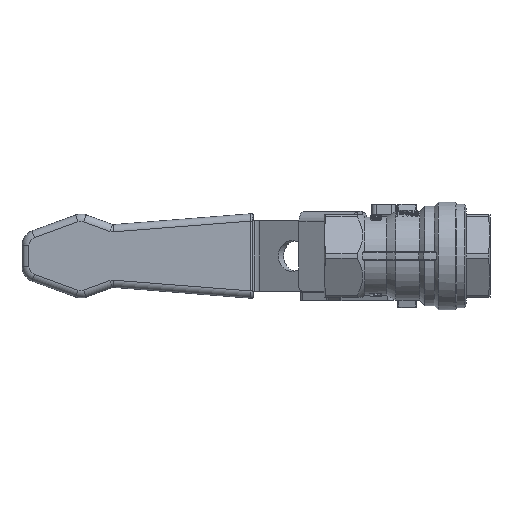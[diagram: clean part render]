
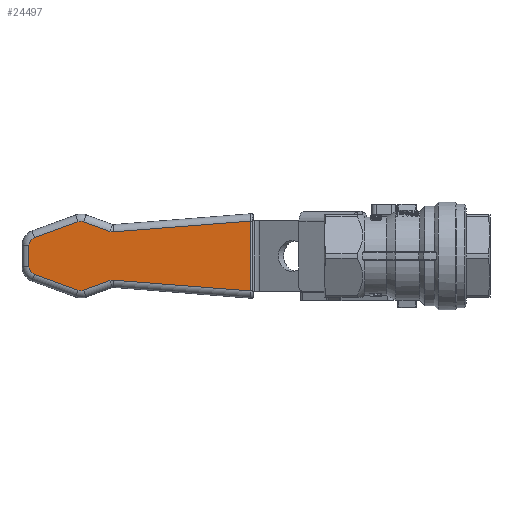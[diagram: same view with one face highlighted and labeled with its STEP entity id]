
A CAD part, front view. The second image highlights one B-rep face of the part: STEP entity #24497.
In plain terms, the highlighted planar face has unit normal (-0.035, -0.999, 0).
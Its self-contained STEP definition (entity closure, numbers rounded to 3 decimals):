
#2091=PLANE('',#26188);
#3113=FACE_OUTER_BOUND('',#4512,.T.);
#4512=EDGE_LOOP('',(#18753,#18754,#18755,#18756,#18757,#18758,#18759,#18760,
#18761,#18762,#18763,#18764,#18765,#18766));
#6032=LINE('',#42078,#7928);
#6033=LINE('',#42080,#7929);
#6034=LINE('',#42084,#7930);
#6035=LINE('',#42088,#7931);
#6036=LINE('',#42092,#7932);
#6037=LINE('',#42096,#7933);
#6038=LINE('',#42100,#7934);
#6039=LINE('',#42103,#7935);
#7928=VECTOR('',#29464,10.);
#7929=VECTOR('',#29465,10.);
#7930=VECTOR('',#29468,10.);
#7931=VECTOR('',#29471,10.);
#7932=VECTOR('',#29474,10.);
#7933=VECTOR('',#29477,10.);
#7934=VECTOR('',#29480,10.);
#7935=VECTOR('',#29483,10.);
#9417=CIRCLE('',#26189,2.);
#9418=CIRCLE('',#26190,2.);
#9419=CIRCLE('',#26191,2.);
#9420=CIRCLE('',#26192,2.);
#9421=CIRCLE('',#26193,2.);
#9422=CIRCLE('',#26194,2.);
#10610=VERTEX_POINT('',#42076);
#10611=VERTEX_POINT('',#42077);
#10612=VERTEX_POINT('',#42079);
#10613=VERTEX_POINT('',#42081);
#10614=VERTEX_POINT('',#42083);
#10615=VERTEX_POINT('',#42085);
#10616=VERTEX_POINT('',#42087);
#10617=VERTEX_POINT('',#42089);
#10618=VERTEX_POINT('',#42091);
#10619=VERTEX_POINT('',#42093);
#10620=VERTEX_POINT('',#42095);
#10621=VERTEX_POINT('',#42097);
#10622=VERTEX_POINT('',#42099);
#10623=VERTEX_POINT('',#42101);
#13522=EDGE_CURVE('',#10610,#10611,#6032,.T.);
#13523=EDGE_CURVE('',#10612,#10610,#6033,.T.);
#13524=EDGE_CURVE('',#10613,#10612,#9417,.T.);
#13525=EDGE_CURVE('',#10614,#10613,#6034,.T.);
#13526=EDGE_CURVE('',#10615,#10614,#9418,.T.);
#13527=EDGE_CURVE('',#10616,#10615,#6035,.T.);
#13528=EDGE_CURVE('',#10617,#10616,#9419,.T.);
#13529=EDGE_CURVE('',#10618,#10617,#6036,.T.);
#13530=EDGE_CURVE('',#10619,#10618,#9420,.T.);
#13531=EDGE_CURVE('',#10620,#10619,#6037,.T.);
#13532=EDGE_CURVE('',#10621,#10620,#9421,.T.);
#13533=EDGE_CURVE('',#10622,#10621,#6038,.T.);
#13534=EDGE_CURVE('',#10623,#10622,#9422,.T.);
#13535=EDGE_CURVE('',#10611,#10623,#6039,.T.);
#18753=ORIENTED_EDGE('',*,*,#13522,.F.);
#18754=ORIENTED_EDGE('',*,*,#13523,.F.);
#18755=ORIENTED_EDGE('',*,*,#13524,.F.);
#18756=ORIENTED_EDGE('',*,*,#13525,.F.);
#18757=ORIENTED_EDGE('',*,*,#13526,.F.);
#18758=ORIENTED_EDGE('',*,*,#13527,.F.);
#18759=ORIENTED_EDGE('',*,*,#13528,.F.);
#18760=ORIENTED_EDGE('',*,*,#13529,.F.);
#18761=ORIENTED_EDGE('',*,*,#13530,.F.);
#18762=ORIENTED_EDGE('',*,*,#13531,.F.);
#18763=ORIENTED_EDGE('',*,*,#13532,.F.);
#18764=ORIENTED_EDGE('',*,*,#13533,.F.);
#18765=ORIENTED_EDGE('',*,*,#13534,.F.);
#18766=ORIENTED_EDGE('',*,*,#13535,.F.);
#24497=ADVANCED_FACE('',(#3113),#2091,.F.);
#26188=AXIS2_PLACEMENT_3D('',#42075,#29462,#29463);
#26189=AXIS2_PLACEMENT_3D('',#42082,#29466,#29467);
#26190=AXIS2_PLACEMENT_3D('',#42086,#29469,#29470);
#26191=AXIS2_PLACEMENT_3D('',#42090,#29472,#29473);
#26192=AXIS2_PLACEMENT_3D('',#42094,#29475,#29476);
#26193=AXIS2_PLACEMENT_3D('',#42098,#29478,#29479);
#26194=AXIS2_PLACEMENT_3D('',#42102,#29481,#29482);
#29462=DIRECTION('center_axis',(0.035,0.999,0.));
#29463=DIRECTION('ref_axis',(0.,0.,
-1.));
#29464=DIRECTION('',(0.,0.,-1.));
#29465=DIRECTION('',(0.996,-0.035,0.078));
#29466=DIRECTION('center_axis',(-0.035,-0.999,
0.));
#29467=DIRECTION('ref_axis',(-0.135,0.005,-0.991));
#29468=DIRECTION('',(0.939,-0.033,-0.342));
#29469=DIRECTION('center_axis',(0.035,0.999,0.));
#29470=DIRECTION('ref_axis',(0.,0.,
1.));
#29471=DIRECTION('',(0.939,-0.033,0.342));
#29472=DIRECTION('center_axis',(0.035,0.999,0.));
#29473=DIRECTION('ref_axis',(-0.819,0.029,0.574));
#29474=DIRECTION('',(0.,0.,1.));
#29475=DIRECTION('center_axis',(0.035,0.999,0.));
#29476=DIRECTION('ref_axis',(-0.819,0.029,-0.574));
#29477=DIRECTION('',(-0.939,0.033,0.342));
#29478=DIRECTION('center_axis',(0.035,0.999,0.));
#29479=DIRECTION('ref_axis',(0.,0.,
-1.));
#29480=DIRECTION('',(-0.939,0.033,-0.342));
#29481=DIRECTION('center_axis',(-0.035,-0.999,
0.));
#29482=DIRECTION('ref_axis',(-0.135,0.005,0.991));
#29483=DIRECTION('',(-0.996,0.035,0.078));
#42075=CARTESIAN_POINT('Origin',(-58.733,42.305,-19.827));
#42076=CARTESIAN_POINT('',(-33.316,41.417,-11.396));
#42077=CARTESIAN_POINT('',(-33.316,41.417,-28.258));
#42078=CARTESIAN_POINT('',(-33.316,41.417,-19.827));
#42079=CARTESIAN_POINT('',(-66.418,42.573,-14.003));
#42080=CARTESIAN_POINT('',(-63.043,42.455,-13.737));
#42081=CARTESIAN_POINT('',(-67.258,42.602,-13.889));
#42082=CARTESIAN_POINT('Origin',(-66.575,42.579,-12.009));
#42083=CARTESIAN_POINT('',(-73.607,42.824,-11.576));
#42084=CARTESIAN_POINT('',(-66.057,42.561,-14.326));
#42085=CARTESIAN_POINT('',(-74.975,42.872,-11.576));
#42086=CARTESIAN_POINT('Origin',(-74.291,42.848,-13.456));
#42087=CARTESIAN_POINT('',(-85.468,43.238,-15.398));
#42088=CARTESIAN_POINT('',(-75.033,42.874,-11.598));
#42089=CARTESIAN_POINT('',(-86.783,43.284,-17.277));
#42090=CARTESIAN_POINT('Origin',(-84.785,43.215,-17.277));
#42091=CARTESIAN_POINT('',(-86.783,43.284,-22.377));
#42092=CARTESIAN_POINT('',(-86.783,43.284,-24.077));
#42093=CARTESIAN_POINT('',(-85.468,43.238,-24.257));
#42094=CARTESIAN_POINT('Origin',(-84.785,43.215,-22.377));
#42095=CARTESIAN_POINT('',(-74.975,42.872,-28.078));
#42096=CARTESIAN_POINT('',(-75.033,42.874,-28.057));
#42097=CARTESIAN_POINT('',(-73.607,42.824,-28.078));
#42098=CARTESIAN_POINT('Origin',(-74.291,42.848,-26.199));
#42099=CARTESIAN_POINT('',(-67.258,42.602,-25.766));
#42100=CARTESIAN_POINT('',(-66.057,42.561,-25.329));
#42101=CARTESIAN_POINT('',(-66.418,42.573,-25.652));
#42102=CARTESIAN_POINT('Origin',(-66.575,42.579,-27.645));
#42103=CARTESIAN_POINT('',(-63.043,42.455,-25.917));
